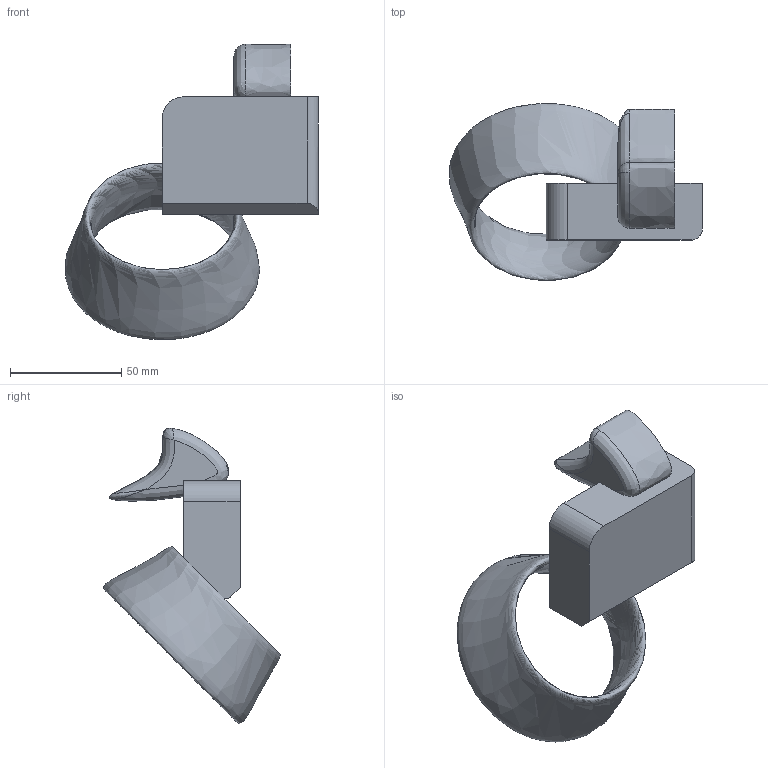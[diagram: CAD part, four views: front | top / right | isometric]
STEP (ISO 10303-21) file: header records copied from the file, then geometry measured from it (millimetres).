
FILE_DESCRIPTION( ( '' ), ' ' );
FILE_NAME( '5b0eb44588fbcf0e99e3e33b.step', '2018-05-30T14:25:10', ( '' ), ( '' ), ' ', ' ', ' ' );
FILE_SCHEMA( ( 'AUTOMOTIVE_DESIGN { 1 0 10303 214 1 1 1 1 }' ) );
Length unit declared in the file: metre
Products named in the file (1): Part 1
Bounding box: 113.45 x 79.28 x 132.54 mm (x, y, z)
Volume: 151751.5 mm3; surface area: 35668 mm2
Topology: 1 solids, 1 shells, 21 faces, 55 edges, 34 vertices
Faces by surface type: plane 11, bspline 5, cylinder 3, revolution 1, extrusion 1
Entity records: 5572 total; most frequent: CARTESIAN_POINT 4936, ORIENTED_EDGE 102, DIRECTION 72, EDGE_CURVE 51, VERTEX_POINT 34, VECTOR 29, LINE 28, EDGE_LOOP 22
